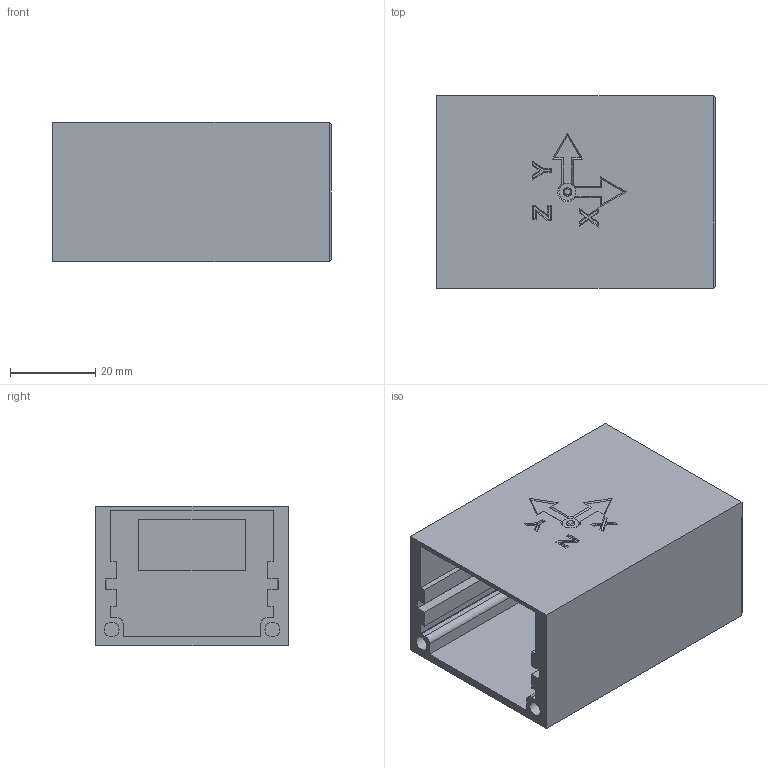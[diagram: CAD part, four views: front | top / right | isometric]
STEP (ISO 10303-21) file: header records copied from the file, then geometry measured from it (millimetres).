
FILE_DESCRIPTION(/* description */ (''),/* implementation_level */ '2;1');
FILE_NAME(/* name */ 'ShellNoCLAMP.step',/* time_stamp */ '2023-12-02T00:17:53-08:00',/* author */ (''),/* organization */ (''),/* preprocessor_version */ 'ST-DEVELOPER v20',/* originating_system */ 'Autodesk Translation Framework v12.14.0.127',/* authorisation */ '');
FILE_SCHEMA (('AUTOMOTIVE_DESIGN { 1 0 10303 214 3 1 1 }'));
Length unit declared in the file: millimetre
Products named in the file (1): ShellNoCLAMP
Bounding box: 65.4 x 45.2 x 32.6 mm (x, y, z)
Volume: 29680.8 mm3; surface area: 22429 mm2
Topology: 1 solids, 1 shells, 152 faces, 377 edges, 236 vertices
Faces by surface type: plane 127, bspline 14, cylinder 8, cone 3
Full cylindrical faces by diameter (mm): 3.5 x2
Entity records: 4740 total; most frequent: CARTESIAN_POINT 1207, ORIENTED_EDGE 754, DIRECTION 645, EDGE_CURVE 377, LINE 319, VECTOR 319, VERTEX_POINT 236, AXIS2_PLACEMENT_3D 163
